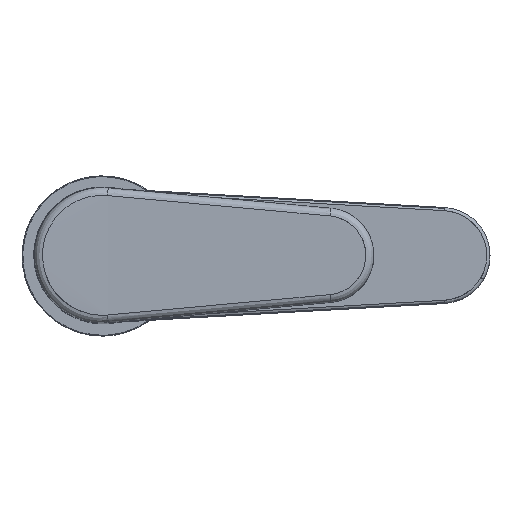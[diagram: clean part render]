
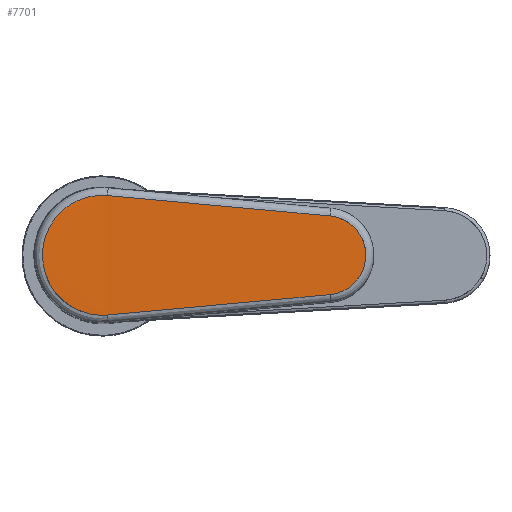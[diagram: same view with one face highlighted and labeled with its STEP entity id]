
A CAD part, top view. The second image highlights one B-rep face of the part: STEP entity #7701.
In plain terms, the highlighted cylindrical face has radius 500 mm (diameter 1000 mm), a partial arc.
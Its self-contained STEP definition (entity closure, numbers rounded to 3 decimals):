
#7636=CARTESIAN_POINT('Axis2P3D Location',(28.263,0.,-377.)) ;
#7642=CARTESIAN_POINT('Control Point',(1.688,-18.629,122.653)) ;
#7643=CARTESIAN_POINT('Control Point',(24.83,-16.51,122.732)) ;
#7644=CARTESIAN_POINT('Control Point',(47.971,-14.391,122.797)) ;
#7645=CARTESIAN_POINT('Control Point',(71.112,-12.272,122.849)) ;
#7646=CARTESIAN_POINT('Vertex',(1.688,-18.629,122.653)) ;
#7648=CARTESIAN_POINT('Vertex',(71.112,-12.272,122.849)) ;
#7652=CARTESIAN_POINT('Control Point',(71.112,-12.272,122.849)) ;
#7653=CARTESIAN_POINT('Control Point',(73.503,-12.053,122.855)) ;
#7654=CARTESIAN_POINT('Control Point',(75.84,-11.246,122.874)) ;
#7655=CARTESIAN_POINT('Control Point',(77.929,-9.868,122.907)) ;
#7656=CARTESIAN_POINT('Control Point',(80.429,-7.124,122.956)) ;
#7657=CARTESIAN_POINT('Control Point',(81.772,-3.748,122.988)) ;
#7658=CARTESIAN_POINT('Control Point',(82.081,-2.569,122.996)) ;
#7659=CARTESIAN_POINT('Control Point',(82.568,1.039,123.008)) ;
#7660=CARTESIAN_POINT('Control Point',(81.736,4.665,122.987)) ;
#7661=CARTESIAN_POINT('Control Point',(80.592,6.899,122.958)) ;
#7662=CARTESIAN_POINT('Control Point',(78.093,9.734,122.908)) ;
#7663=CARTESIAN_POINT('Control Point',(74.81,11.442,122.869)) ;
#7664=CARTESIAN_POINT('Control Point',(73.611,11.879,122.859)) ;
#7665=CARTESIAN_POINT('Control Point',(72.369,12.157,122.852)) ;
#7666=CARTESIAN_POINT('Control Point',(71.112,12.272,122.849)) ;
#7667=CARTESIAN_POINT('Vertex',(71.112,12.272,122.849)) ;
#7671=CARTESIAN_POINT('Control Point',(1.688,18.629,122.653)) ;
#7672=CARTESIAN_POINT('Control Point',(24.83,16.51,122.732)) ;
#7673=CARTESIAN_POINT('Control Point',(47.971,14.391,122.797)) ;
#7674=CARTESIAN_POINT('Control Point',(71.112,12.272,122.849)) ;
#7675=CARTESIAN_POINT('Vertex',(1.688,18.629,122.653)) ;
#7679=CARTESIAN_POINT('Control Point',(1.688,18.629,122.653)) ;
#7680=CARTESIAN_POINT('Control Point',(-2.095,18.976,122.64)) ;
#7681=CARTESIAN_POINT('Control Point',(-5.966,18.352,122.663)) ;
#7682=CARTESIAN_POINT('Control Point',(-9.594,16.724,122.727)) ;
#7683=CARTESIAN_POINT('Control Point',(-14.165,13.01,122.846)) ;
#7684=CARTESIAN_POINT('Control Point',(-16.988,7.992,122.941)) ;
#7685=CARTESIAN_POINT('Control Point',(-17.712,6.203,122.967)) ;
#7686=CARTESIAN_POINT('Control Point',(-19.179,0.619,123.021)) ;
#7687=CARTESIAN_POINT('Control Point',(-18.483,-5.25,122.996)) ;
#7688=CARTESIAN_POINT('Control Point',(-17.014,-8.962,122.936)) ;
#7689=CARTESIAN_POINT('Control Point',(-12.905,-14.513,122.8)) ;
#7690=CARTESIAN_POINT('Control Point',(-6.905,-17.736,122.687)) ;
#7691=CARTESIAN_POINT('Control Point',(-4.086,-18.599,122.654)) ;
#7692=CARTESIAN_POINT('Control Point',(-1.173,-18.891,122.643)) ;
#7693=CARTESIAN_POINT('Control Point',(1.688,-18.629,122.653)) ;
#7637=DIRECTION('Axis2P3D Direction',(1.,0.,0.)) ;
#7638=DIRECTION('Axis2P3D XDirection',(0.,0.099,0.995)) ;
#7639=AXIS2_PLACEMENT_3D('Cylinder Axis2P3D',#7636,#7637,#7638) ;
#7640=CYLINDRICAL_SURFACE('generated cylinder',#7639,500.) ;
#7650=EDGE_CURVE('',#7647,#7649,#7641,.T.) ;
#7669=EDGE_CURVE('',#7649,#7668,#7651,.T.) ;
#7677=EDGE_CURVE('',#7668,#7676,#7670,.F.) ;
#7694=EDGE_CURVE('',#7676,#7647,#7678,.T.) ;
#7696=ORIENTED_EDGE('',*,*,#7650,.T.) ;
#7697=ORIENTED_EDGE('',*,*,#7669,.T.) ;
#7698=ORIENTED_EDGE('',*,*,#7677,.T.) ;
#7699=ORIENTED_EDGE('',*,*,#7694,.T.) ;
#7695=EDGE_LOOP('',(#7696,#7697,#7698,#7699)) ;
#7647=VERTEX_POINT('',#7646) ;
#7649=VERTEX_POINT('',#7648) ;
#7668=VERTEX_POINT('',#7667) ;
#7676=VERTEX_POINT('',#7675) ;
#7701=ADVANCED_FACE('Superficie.62',(#7700),#7640,.T.) ;
#7641=B_SPLINE_CURVE_WITH_KNOTS('',3,(#7642,#7643,#7644,#7645),.UNSPECIFIED.,.F.,.U.,(4,4),(0.,98.591),.UNSPECIFIED.) ;
#7651=B_SPLINE_CURVE_WITH_KNOTS('',5,(#7652,#7653,#7654,#7655,#7656,#7657,#7658,#7659,#7660,#7661,#7662,#7663,#7664,#7665,#7666),.UNSPECIFIED.,.F.,.U.,(6,3,3,3,6),(0.,17.108,25.698,42.857,51.851),.UNSPECIFIED.) ;
#7670=B_SPLINE_CURVE_WITH_KNOTS('',3,(#7671,#7672,#7673,#7674),.UNSPECIFIED.,.F.,.U.,(4,4),(0.,98.591),.UNSPECIFIED.) ;
#7678=B_SPLINE_CURVE_WITH_KNOTS('',5,(#7679,#7680,#7681,#7682,#7683,#7684,#7685,#7686,#7687,#7688,#7689,#7690,#7691,#7692,#7693),.UNSPECIFIED.,.F.,.U.,(6,3,3,3,6),(0.,27.279,40.972,68.352,88.986),.UNSPECIFIED.) ;
#7700=FACE_OUTER_BOUND('',#7695,.T.) ;
